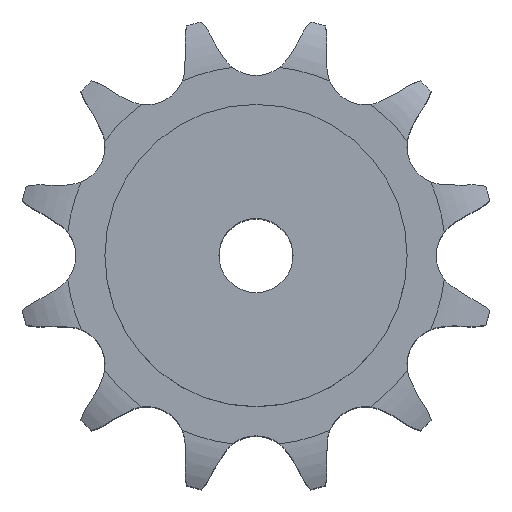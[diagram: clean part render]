
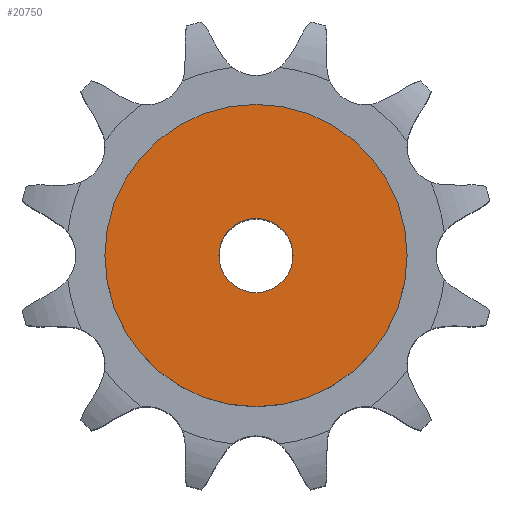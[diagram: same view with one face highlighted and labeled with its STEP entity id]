
A CAD part, top view. The second image highlights one B-rep face of the part: STEP entity #20750.
In plain terms, the highlighted planar face has unit normal (0, 0, 1).
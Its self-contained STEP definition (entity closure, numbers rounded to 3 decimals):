
#11281 = CYLINDRICAL_SURFACE('',#11282,12.5);
#11282 = AXIS2_PLACEMENT_3D('',#11283,#11284,#11285);
#11283 = CARTESIAN_POINT('',(0.,0.,301.325));
#11284 = DIRECTION('',(0.,0.,1.));
#11285 = DIRECTION('',(1.,0.,0.));
#14253 = EDGE_CURVE('',#14254,#14254,#14256,.T.);
#14254 = VERTEX_POINT('',#14255);
#14255 = CARTESIAN_POINT('',(12.5,0.,150.));
#14256 = SURFACE_CURVE('',#14257,(#14262,#14269),.PCURVE_S1.);
#14257 = CIRCLE('',#14258,12.5);
#14258 = AXIS2_PLACEMENT_3D('',#14259,#14260,#14261);
#14259 = CARTESIAN_POINT('',(0.,0.,150.));
#14260 = DIRECTION('',(0.,0.,1.));
#14261 = DIRECTION('',(1.,0.,0.));
#14262 = PCURVE('',#11281,#14263);
#14263 = DEFINITIONAL_REPRESENTATION('',(#14264),#14268);
#14264 = LINE('',#14265,#14266);
#14265 = CARTESIAN_POINT('',(0.,-151.325));
#14266 = VECTOR('',#14267,1.);
#14267 = DIRECTION('',(1.,0.));
#14268 = ( GEOMETRIC_REPRESENTATION_CONTEXT(2) 
PARAMETRIC_REPRESENTATION_CONTEXT() REPRESENTATION_CONTEXT('2D SPACE',''
  ) );
#14269 = PCURVE('',#14270,#14275);
#14270 = PLANE('',#14271);
#14271 = AXIS2_PLACEMENT_3D('',#14272,#14273,#14274);
#14272 = CARTESIAN_POINT('',(0.,0.,
    150.));
#14273 = DIRECTION('',(0.,0.,1.));
#14274 = DIRECTION('',(1.,0.,0.));
#14275 = DEFINITIONAL_REPRESENTATION('',(#14276),#14280);
#14276 = CIRCLE('',#14277,12.5);
#14277 = AXIS2_PLACEMENT_2D('',#14278,#14279);
#14278 = CARTESIAN_POINT('',(0.,0.));
#14279 = DIRECTION('',(1.,0.));
#14280 = ( GEOMETRIC_REPRESENTATION_CONTEXT(2) 
PARAMETRIC_REPRESENTATION_CONTEXT() REPRESENTATION_CONTEXT('2D SPACE',''
  ) );
#20750 = ADVANCED_FACE('',(#20751,#20782),#14270,.T.);
#20751 = FACE_BOUND('',#20752,.T.);
#20752 = EDGE_LOOP('',(#20753));
#20753 = ORIENTED_EDGE('',*,*,#20754,.T.);
#20754 = EDGE_CURVE('',#20755,#20755,#20757,.T.);
#20755 = VERTEX_POINT('',#20756);
#20756 = CARTESIAN_POINT('',(51.,0.,150.));
#20757 = SURFACE_CURVE('',#20758,(#20763,#20770),.PCURVE_S1.);
#20758 = CIRCLE('',#20759,51.);
#20759 = AXIS2_PLACEMENT_3D('',#20760,#20761,#20762);
#20760 = CARTESIAN_POINT('',(0.,0.,150.));
#20761 = DIRECTION('',(0.,0.,1.));
#20762 = DIRECTION('',(1.,0.,0.));
#20763 = PCURVE('',#14270,#20764);
#20764 = DEFINITIONAL_REPRESENTATION('',(#20765),#20769);
#20765 = CIRCLE('',#20766,51.);
#20766 = AXIS2_PLACEMENT_2D('',#20767,#20768);
#20767 = CARTESIAN_POINT('',(0.,0.));
#20768 = DIRECTION('',(1.,0.));
#20769 = ( GEOMETRIC_REPRESENTATION_CONTEXT(2) 
PARAMETRIC_REPRESENTATION_CONTEXT() REPRESENTATION_CONTEXT('2D SPACE',''
  ) );
#20770 = PCURVE('',#20771,#20776);
#20771 = CYLINDRICAL_SURFACE('',#20772,51.);
#20772 = AXIS2_PLACEMENT_3D('',#20773,#20774,#20775);
#20773 = CARTESIAN_POINT('',(0.,0.,0.));
#20774 = DIRECTION('',(-0.,-0.,-1.));
#20775 = DIRECTION('',(1.,0.,0.));
#20776 = DEFINITIONAL_REPRESENTATION('',(#20777),#20781);
#20777 = LINE('',#20778,#20779);
#20778 = CARTESIAN_POINT('',(-0.,-150.));
#20779 = VECTOR('',#20780,1.);
#20780 = DIRECTION('',(-1.,0.));
#20781 = ( GEOMETRIC_REPRESENTATION_CONTEXT(2) 
PARAMETRIC_REPRESENTATION_CONTEXT() REPRESENTATION_CONTEXT('2D SPACE',''
  ) );
#20782 = FACE_BOUND('',#20783,.T.);
#20783 = EDGE_LOOP('',(#20784));
#20784 = ORIENTED_EDGE('',*,*,#14253,.F.);
